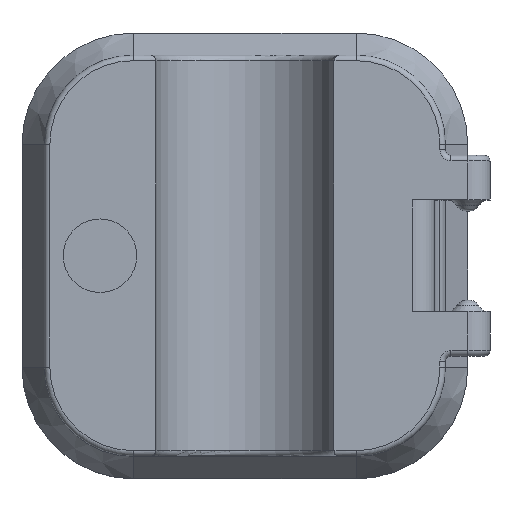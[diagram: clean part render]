
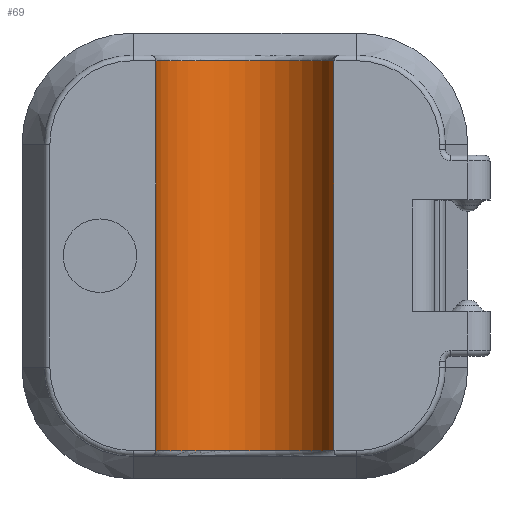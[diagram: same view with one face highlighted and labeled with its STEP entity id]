
A CAD part, top view. The second image highlights one B-rep face of the part: STEP entity #69.
In plain terms, the highlighted cylindrical face has radius 3.999 mm (diameter 7.998 mm), a partial arc.
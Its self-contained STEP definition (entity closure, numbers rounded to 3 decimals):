
#69=ADVANCED_FACE('',(#279),#281,.F.);
#279=FACE_BOUND('',#280,.T.);
#280=EDGE_LOOP('',(#1069,#1070,#1071,#1072));
#281=CYLINDRICAL_SURFACE('',#282,3.999);
#282=AXIS2_PLACEMENT_3D('',#283,#284,#285);
#283=CARTESIAN_POINT('',(0.,-10.,10.));
#284=DIRECTION('',(0.,1.,0.));
#285=DIRECTION('',(1.,0.,0.004));
#1069=ORIENTED_EDGE('',*,*,#1499,.F.);
#1070=ORIENTED_EDGE('',*,*,#1460,.F.);
#1071=ORIENTED_EDGE('',*,*,#1500,.F.);
#1072=ORIENTED_EDGE('',*,*,#1501,.F.);
#1460=EDGE_CURVE('',#1711,#1713,#1714,.F.);
#1499=EDGE_CURVE('',#1713,#1776,#1777,.T.);
#1500=EDGE_CURVE('',#1778,#1711,#1779,.F.);
#1501=EDGE_CURVE('',#1776,#1778,#1780,.T.);
#1711=VERTEX_POINT('',#2136);
#1713=VERTEX_POINT('',#2140);
#1714=LINE('',#2141,#2142);
#1776=VERTEX_POINT('',#2327);
#1777=CIRCLE('',#2328,3.999);
#1778=VERTEX_POINT('',#2332);
#1779=CIRCLE('',#2333,3.999);
#1780=LINE('',#2337,#2338);
#2136=CARTESIAN_POINT('',(3.999,8.75,10.));
#2140=CARTESIAN_POINT('',(3.999,-8.75,10.));
#2141=CARTESIAN_POINT('',(3.999,-8.75,10.));
#2142=VECTOR('',#2143,1.);
#2143=DIRECTION('',(0.,1.,0.));
#2327=CARTESIAN_POINT('',(-3.999,-8.75,10.));
#2328=AXIS2_PLACEMENT_3D('',#2329,#2330,#2331);
#2329=CARTESIAN_POINT('',(0.,-8.75,10.));
#2330=DIRECTION('',(0.,1.,0.));
#2331=DIRECTION('',(1.,0.,0.));
#2332=CARTESIAN_POINT('',(-3.999,8.75,10.));
#2333=AXIS2_PLACEMENT_3D('',#2334,#2335,#2336);
#2334=CARTESIAN_POINT('',(0.,8.75,10.));
#2335=DIRECTION('',(0.,1.,0.));
#2336=DIRECTION('',(1.,0.,0.));
#2337=CARTESIAN_POINT('',(-3.999,-8.75,10.));
#2338=VECTOR('',#2339,1.);
#2339=DIRECTION('',(0.,1.,0.));
